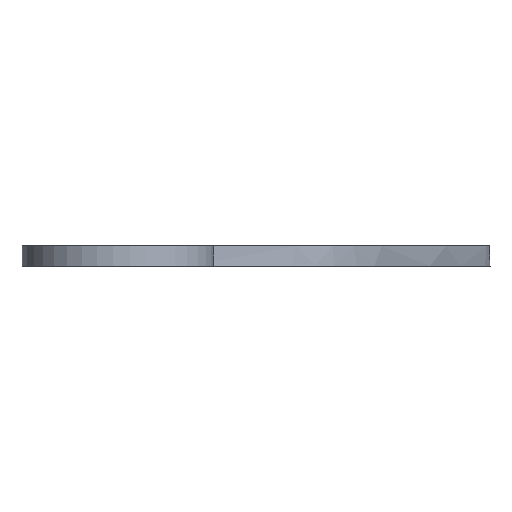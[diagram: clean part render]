
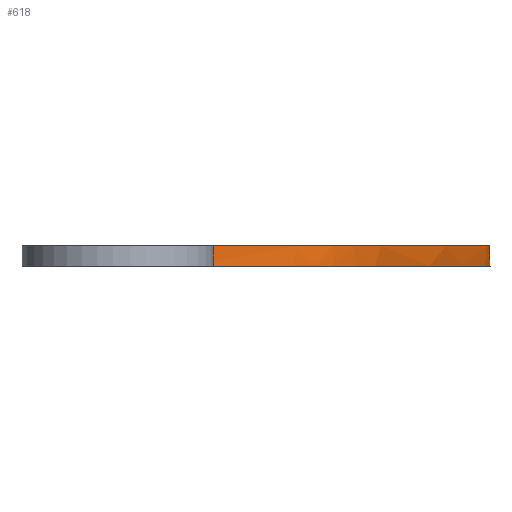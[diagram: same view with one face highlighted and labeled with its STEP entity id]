
A CAD part, left-side view. The second image highlights one B-rep face of the part: STEP entity #618.
In plain terms, the highlighted free-form (B-spline) face has degree [3, 1] with [12, 2] control points.
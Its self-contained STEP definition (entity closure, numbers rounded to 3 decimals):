
#16=B_SPLINE_SURFACE_WITH_KNOTS('',3,1,((#1210,#1211),(#1212,#1213),(#1214,
#1215),(#1216,#1217),(#1218,#1219),(#1220,#1221),(#1222,#1223),(#1224,#1225),
(#1226,#1227),(#1228,#1229),(#1230,#1231),(#1232,#1233)),.UNSPECIFIED.,
 .F.,.F.,.F.,(4,1,1,1,1,1,1,1,1,4),(2,2),(0.,1.917,3.834,
7.667,11.334,15.,16.212,17.423,
18.325,19.227),(0.,1.081),.UNSPECIFIED.);
#74=B_SPLINE_CURVE_WITH_KNOTS('',3,(#860,#861,#862,#863,#864,#865,#866,
#867,#868,#869,#870,#871),.UNSPECIFIED.,.F.,.F.,(4,1,1,1,1,1,1,1,1,4),(-23.465,
-21.126,-18.786,-14.107,-9.633,
-5.158,-3.679,-2.201,-1.1,
0.),.UNSPECIFIED.);
#89=B_SPLINE_CURVE_WITH_KNOTS('',3,(#1137,#1138,#1139,#1140,#1141,#1142,
#1143,#1144,#1145,#1146,#1147,#1148),.UNSPECIFIED.,.F.,.F.,(4,1,1,1,1,1,
1,1,1,4),(-14.725,-14.034,-13.343,-12.416,
-11.488,-8.68,-5.872,-2.936,
-1.468,0.),.UNSPECIFIED.);
#107=FACE_OUTER_BOUND('',#151,.T.);
#151=EDGE_LOOP('',(#527,#528,#529,#530));
#198=LINE('',#1208,#245);
#200=LINE('',#1234,#247);
#245=VECTOR('',#813,10.);
#247=VECTOR('',#815,10.);
#265=VERTEX_POINT('',#858);
#266=VERTEX_POINT('',#859);
#309=VERTEX_POINT('',#1134);
#310=VERTEX_POINT('',#1136);
#325=EDGE_CURVE('',#265,#266,#74,.T.);
#376=EDGE_CURVE('',#310,#309,#89,.T.);
#395=EDGE_CURVE('',#266,#310,#198,.T.);
#397=EDGE_CURVE('',#265,#309,#200,.T.);
#527=ORIENTED_EDGE('',*,*,#376,.T.);
#528=ORIENTED_EDGE('',*,*,#397,.F.);
#529=ORIENTED_EDGE('',*,*,#325,.T.);
#530=ORIENTED_EDGE('',*,*,#395,.T.);
#618=ADVANCED_FACE('',(#107),#16,.T.);
#813=DIRECTION('',(0.,0.,-1.));
#815=DIRECTION('',(0.,0.,-1.));
#858=CARTESIAN_POINT('',(199.023,2.631,6.3));
#859=CARTESIAN_POINT('',(47.018,93.894,6.3));
#860=CARTESIAN_POINT('Ctrl Pts',(199.023,2.631,6.3));
#861=CARTESIAN_POINT('Ctrl Pts',(193.159,1.671,6.3));
#862=CARTESIAN_POINT('Ctrl Pts',(179.917,6.799,6.3));
#863=CARTESIAN_POINT('Ctrl Pts',(156.362,14.75,6.3));
#864=CARTESIAN_POINT('Ctrl Pts',(128.403,29.484,6.3));
#865=CARTESIAN_POINT('Ctrl Pts',(94.807,47.192,6.3));
#866=CARTESIAN_POINT('Ctrl Pts',(81.216,73.973,6.3));
#867=CARTESIAN_POINT('Ctrl Pts',(72.072,90.739,6.3));
#868=CARTESIAN_POINT('Ctrl Pts',(64.89,102.508,6.3));
#869=CARTESIAN_POINT('Ctrl Pts',(55.439,97.45,6.3));
#870=CARTESIAN_POINT('Ctrl Pts',(49.242,95.426,6.3));
#871=CARTESIAN_POINT('Ctrl Pts',(47.018,93.894,6.3));
#1134=CARTESIAN_POINT('',(199.023,2.631,0.));
#1136=CARTESIAN_POINT('',(47.018,93.894,0.));
#1137=CARTESIAN_POINT('Ctrl Pts',(47.018,93.894,0.));
#1138=CARTESIAN_POINT('Ctrl Pts',(49.242,95.426,0.));
#1139=CARTESIAN_POINT('Ctrl Pts',(55.439,97.45,0.));
#1140=CARTESIAN_POINT('Ctrl Pts',(64.89,102.508,0.));
#1141=CARTESIAN_POINT('Ctrl Pts',(72.072,90.739,0.));
#1142=CARTESIAN_POINT('Ctrl Pts',(81.216,73.973,0.));
#1143=CARTESIAN_POINT('Ctrl Pts',(94.807,47.192,0.));
#1144=CARTESIAN_POINT('Ctrl Pts',(128.403,29.484,0.));
#1145=CARTESIAN_POINT('Ctrl Pts',(156.362,14.75,0.));
#1146=CARTESIAN_POINT('Ctrl Pts',(179.917,6.799,0.));
#1147=CARTESIAN_POINT('Ctrl Pts',(193.159,1.671,0.));
#1148=CARTESIAN_POINT('Ctrl Pts',(199.023,2.631,0.));
#1208=CARTESIAN_POINT('',(47.018,93.894,7.656));
#1210=CARTESIAN_POINT('Ctrl Pts',(199.023,2.631,7.656));
#1211=CARTESIAN_POINT('Ctrl Pts',(199.023,2.631,-3.159));
#1212=CARTESIAN_POINT('Ctrl Pts',(193.159,1.671,7.656));
#1213=CARTESIAN_POINT('Ctrl Pts',(193.159,1.671,-3.159));
#1214=CARTESIAN_POINT('Ctrl Pts',(179.917,6.799,7.656));
#1215=CARTESIAN_POINT('Ctrl Pts',(179.917,6.799,-3.159));
#1216=CARTESIAN_POINT('Ctrl Pts',(156.362,14.75,7.656));
#1217=CARTESIAN_POINT('Ctrl Pts',(156.362,14.75,-3.159));
#1218=CARTESIAN_POINT('Ctrl Pts',(128.403,29.484,7.656));
#1219=CARTESIAN_POINT('Ctrl Pts',(128.403,29.484,-3.159));
#1220=CARTESIAN_POINT('Ctrl Pts',(94.807,47.192,7.656));
#1221=CARTESIAN_POINT('Ctrl Pts',(94.807,47.192,-3.159));
#1222=CARTESIAN_POINT('Ctrl Pts',(81.216,73.973,7.656));
#1223=CARTESIAN_POINT('Ctrl Pts',(81.216,73.973,-3.159));
#1224=CARTESIAN_POINT('Ctrl Pts',(72.072,90.739,7.656));
#1225=CARTESIAN_POINT('Ctrl Pts',(72.072,90.739,-3.159));
#1226=CARTESIAN_POINT('Ctrl Pts',(64.89,102.508,7.656));
#1227=CARTESIAN_POINT('Ctrl Pts',(64.89,102.508,-3.159));
#1228=CARTESIAN_POINT('Ctrl Pts',(55.439,97.45,7.656));
#1229=CARTESIAN_POINT('Ctrl Pts',(55.439,97.45,-3.159));
#1230=CARTESIAN_POINT('Ctrl Pts',(49.242,95.426,7.656));
#1231=CARTESIAN_POINT('Ctrl Pts',(49.242,95.426,-3.159));
#1232=CARTESIAN_POINT('Ctrl Pts',(47.018,93.894,7.656));
#1233=CARTESIAN_POINT('Ctrl Pts',(47.018,93.894,-3.159));
#1234=CARTESIAN_POINT('',(199.023,2.631,7.656));
